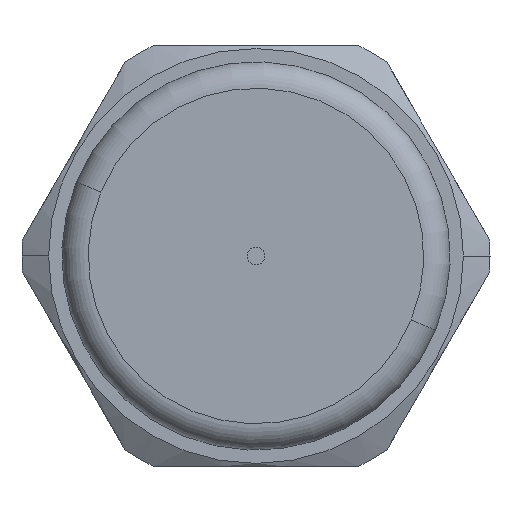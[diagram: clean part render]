
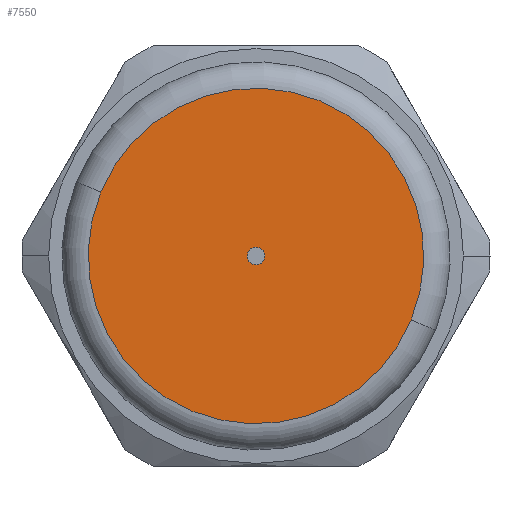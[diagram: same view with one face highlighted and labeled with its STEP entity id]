
A CAD part, left-side view. The second image highlights one B-rep face of the part: STEP entity #7550.
In plain terms, the highlighted planar face has unit normal (-1, 0, 0).
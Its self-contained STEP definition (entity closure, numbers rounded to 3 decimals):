
#133 = VERTEX_POINT ( 'NONE', #4870 ) ;
#159 = EDGE_CURVE ( 'NONE', #2025, #5310, #6320, .T. ) ;
#167 = EDGE_CURVE ( 'NONE', #3370, #133, #6331, .T. ) ;
#680 = DIRECTION ( 'NONE',  ( 0., 0.924, 0.382 ) ) ;
#681 = DIRECTION ( 'NONE',  ( -1., 0., 0. ) ) ;
#683 = PLANE ( 'NONE',  #7149 ) ;
#686 = CARTESIAN_POINT ( 'NONE',  ( 62.305, 6.904, -0.229 ) ) ;
#2025 = VERTEX_POINT ( 'NONE', #2864 ) ;
#2084 = CARTESIAN_POINT ( 'NONE',  ( 62.305, 6.904, -0.229 ) ) ;
#2212 = DIRECTION ( 'NONE',  ( 0., -0.924, -0.382 ) ) ;
#2214 = DIRECTION ( 'NONE',  ( 1., 0., 0. ) ) ;
#2215 = CARTESIAN_POINT ( 'NONE',  ( 62.305, 7.459, 0. ) ) ;
#2282 = DIRECTION ( 'NONE',  ( 0., -0.924, -0.382 ) ) ;
#2283 = DIRECTION ( 'NONE',  ( 1., 0., 0. ) ) ;
#2284 = CARTESIAN_POINT ( 'NONE',  ( 62.305, 7.459, 0. ) ) ;
#2797 = CARTESIAN_POINT ( 'NONE',  ( 62.305, -3.078, -4.353 ) ) ;
#2864 = CARTESIAN_POINT ( 'NONE',  ( 62.305, 8.013, 0.229 ) ) ;
#2968 = AXIS2_PLACEMENT_3D ( 'NONE', #2284, #2283, #2282 ) ;
#3025 = AXIS2_PLACEMENT_3D ( 'NONE', #2215, #2214, #2212 ) ;
#3370 = VERTEX_POINT ( 'NONE', #2797 ) ;
#4699 = DIRECTION ( 'NONE',  ( 0., -0.924, -0.382 ) ) ;
#4700 = DIRECTION ( 'NONE',  ( 1., 0., 0. ) ) ;
#4701 = CARTESIAN_POINT ( 'NONE',  ( 62.305, 7.459, 0. ) ) ;
#4721 = DIRECTION ( 'NONE',  ( 0., -0.924, -0.382 ) ) ;
#4722 = DIRECTION ( 'NONE',  ( 1., 0., 0. ) ) ;
#4723 = CARTESIAN_POINT ( 'NONE',  ( 62.305, 7.459, 0. ) ) ;
#4870 = CARTESIAN_POINT ( 'NONE',  ( 62.305, 17.995, 4.353 ) ) ;
#5005 = AXIS2_PLACEMENT_3D ( 'NONE', #4701, #4700, #4699 ) ;
#5016 = AXIS2_PLACEMENT_3D ( 'NONE', #4723, #4722, #4721 ) ;
#5052 = EDGE_CURVE ( 'NONE', #133, #3370, #6715, .T. ) ;
#5072 = EDGE_CURVE ( 'NONE', #5310, #2025, #6734, .T. ) ;
#5310 = VERTEX_POINT ( 'NONE', #2084 ) ;
#5760 = EDGE_LOOP ( 'NONE', ( #5994, #5995 ) ) ;
#5900 = EDGE_LOOP ( 'NONE', ( #5996, #5997 ) ) ;
#5994 = ORIENTED_EDGE ( 'NONE', *, *, #5072, .T. ) ;
#5995 = ORIENTED_EDGE ( 'NONE', *, *, #159, .T. ) ;
#5996 = ORIENTED_EDGE ( 'NONE', *, *, #167, .F. ) ;
#5997 = ORIENTED_EDGE ( 'NONE', *, *, #5052, .F. ) ;
#6320 = CIRCLE ( 'NONE', #5016, 0.6 ) ;
#6331 = CIRCLE ( 'NONE', #5005, 11.4 ) ;
#6715 = CIRCLE ( 'NONE', #2968, 11.4 ) ;
#6734 = CIRCLE ( 'NONE', #3025, 0.6 ) ;
#7048 = FACE_BOUND ( 'NONE', #5760, .T. ) ;
#7056 = FACE_OUTER_BOUND ( 'NONE', #5900, .T. ) ;
#7149 = AXIS2_PLACEMENT_3D ( 'NONE', #686, #681, #680 ) ;
#7550 = ADVANCED_FACE ( 'NONE', ( #7048, #7056 ), #683, .T. ) ;
